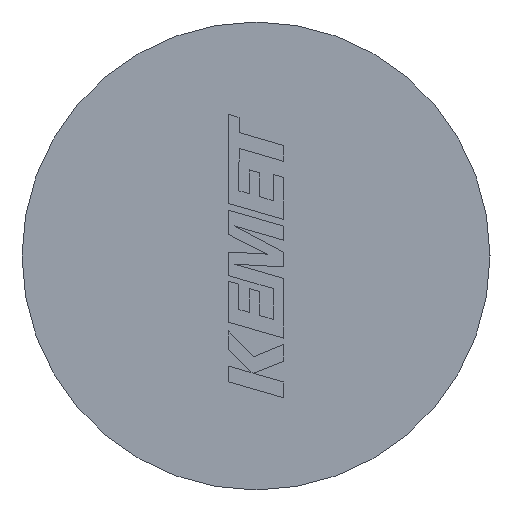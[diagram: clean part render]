
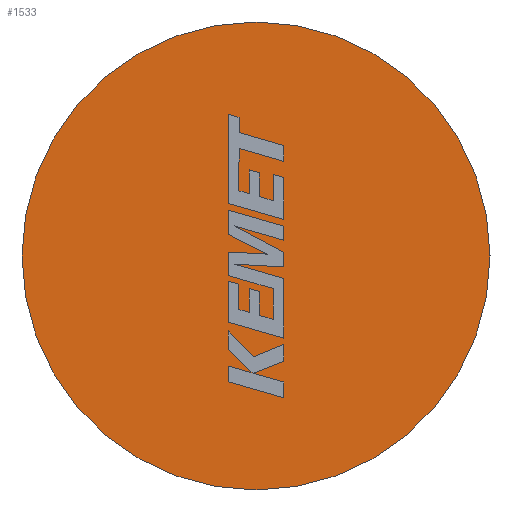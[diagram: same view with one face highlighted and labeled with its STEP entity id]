
A CAD part, left-side view. The second image highlights one B-rep face of the part: STEP entity #1533.
In plain terms, the highlighted planar face has unit normal (-1, 0, 0).
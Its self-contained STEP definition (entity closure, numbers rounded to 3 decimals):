
#33 = DIRECTION ( 'NONE',  ( 0., 0., -1. ) ) ;
#66 = CIRCLE ( 'NONE', #2739, 4.25 ) ;
#221 = CARTESIAN_POINT ( 'NONE',  ( 0., 0., 4.25 ) ) ;
#260 = DIRECTION ( 'NONE',  ( 0., 0., -1. ) ) ;
#804 = EDGE_LOOP ( 'NONE', ( #1318, #1537 ) ) ;
#818 = DIRECTION ( 'NONE',  ( 1., 0., 0. ) ) ;
#1091 = EDGE_CURVE ( 'NONE', #2303, #1138, #1423, .T. ) ;
#1138 = VERTEX_POINT ( 'NONE', #1860 ) ;
#1197 = PLANE ( 'NONE',  #2009 ) ;
#1318 = ORIENTED_EDGE ( 'NONE', *, *, #1091, .F. ) ;
#1423 = CIRCLE ( 'NONE', #3208, 4.25 ) ;
#1486 = DIRECTION ( 'NONE',  ( 0., 0., -1. ) ) ;
#1533 = ADVANCED_FACE ( 'NONE', ( #3004 ), #1197, .F. ) ;
#1537 = ORIENTED_EDGE ( 'NONE', *, *, #1919, .F. ) ;
#1545 = CARTESIAN_POINT ( 'NONE',  ( 0., 0., 0. ) ) ;
#1845 = CARTESIAN_POINT ( 'NONE',  ( 0., 0., 0. ) ) ;
#1860 = CARTESIAN_POINT ( 'NONE',  ( 0., 0., -4.25 ) ) ;
#1919 = EDGE_CURVE ( 'NONE', #1138, #2303, #66, .T. ) ;
#2009 = AXIS2_PLACEMENT_3D ( 'NONE', #2967, #2456, #1486 ) ;
#2303 = VERTEX_POINT ( 'NONE', #221 ) ;
#2456 = DIRECTION ( 'NONE',  ( 1., 0., 0. ) ) ;
#2739 = AXIS2_PLACEMENT_3D ( 'NONE', #1845, #818, #33 ) ;
#2967 = CARTESIAN_POINT ( 'NONE',  ( 0., 0., 0. ) ) ;
#3004 = FACE_OUTER_BOUND ( 'NONE', #804, .T. ) ;
#3208 = AXIS2_PLACEMENT_3D ( 'NONE', #1545, #3320, #260 ) ;
#3320 = DIRECTION ( 'NONE',  ( 1., 0., 0. ) ) ;
